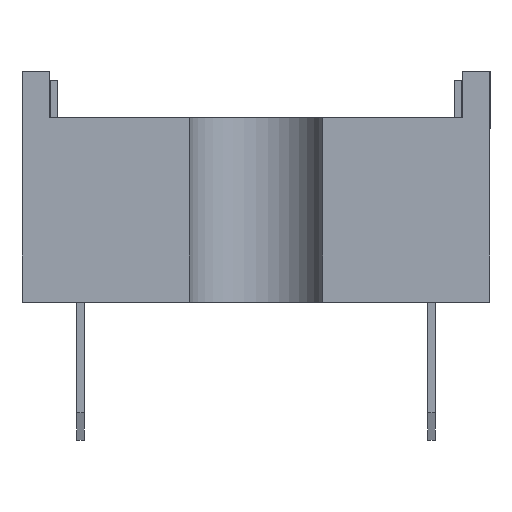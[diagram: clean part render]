
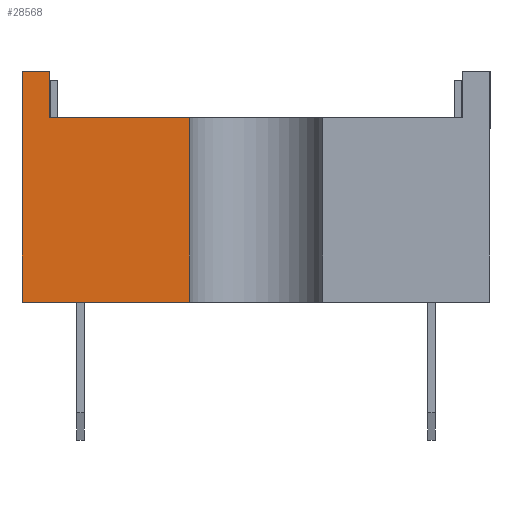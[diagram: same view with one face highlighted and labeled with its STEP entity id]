
A CAD part, left-side view. The second image highlights one B-rep face of the part: STEP entity #28568.
In plain terms, the highlighted planar face has unit normal (-1, 0, 0).
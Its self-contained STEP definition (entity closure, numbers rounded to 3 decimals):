
#2113 = DIRECTION ( 'NONE',  ( 0., -1., 0. ) ) ;
#2255 = DIRECTION ( 'NONE',  ( 0., 1., 0. ) ) ;
#2350 = EDGE_CURVE ( 'NONE', #22908, #22208, #9438, .T. ) ;
#2623 = CARTESIAN_POINT ( 'NONE',  ( 0., 5.08, 0. ) ) ;
#2866 = EDGE_CURVE ( 'NONE', #16484, #34168, #31267, .T. ) ;
#4558 = CARTESIAN_POINT ( 'NONE',  ( 0., 4.48, -1. ) ) ;
#5622 = DIRECTION ( 'NONE',  ( 0., -1., 0. ) ) ;
#6290 = VECTOR ( 'NONE', #2255, 1000. ) ;
#8402 = VECTOR ( 'NONE', #34306, 1000. ) ;
#9006 = EDGE_CURVE ( 'NONE', #16484, #22908, #32848, .T. ) ;
#9438 = LINE ( 'NONE', #25245, #29128 ) ;
#12486 = CARTESIAN_POINT ( 'NONE',  ( 0., 1.45, -1. ) ) ;
#14980 = ORIENTED_EDGE ( 'NONE', *, *, #2866, .F. ) ;
#15437 = DIRECTION ( 'NONE',  ( 0., 0., -1. ) ) ;
#15731 = AXIS2_PLACEMENT_3D ( 'NONE', #23988, #35732, #5622 ) ;
#16240 = LINE ( 'NONE', #31294, #17209 ) ;
#16484 = VERTEX_POINT ( 'NONE', #2623 ) ;
#17106 = CARTESIAN_POINT ( 'NONE',  ( 0., 5.08, -1. ) ) ;
#17158 = VECTOR ( 'NONE', #15437, 1000. ) ;
#17209 = VECTOR ( 'NONE', #22500, 1000. ) ;
#18449 = CARTESIAN_POINT ( 'NONE',  ( 0., 5.08, -5. ) ) ;
#19083 = VERTEX_POINT ( 'NONE', #12486 ) ;
#20036 = CARTESIAN_POINT ( 'NONE',  ( 0., 4.48, 0. ) ) ;
#20496 = FACE_OUTER_BOUND ( 'NONE', #28661, .T. ) ;
#21918 = CARTESIAN_POINT ( 'NONE',  ( 0., 1.45, -5. ) ) ;
#22208 = VERTEX_POINT ( 'NONE', #21918 ) ;
#22500 = DIRECTION ( 'NONE',  ( 0., 0., 1. ) ) ;
#22595 = LINE ( 'NONE', #17106, #6290 ) ;
#22908 = VERTEX_POINT ( 'NONE', #18449 ) ;
#23149 = LINE ( 'NONE', #34882, #8402 ) ;
#23353 = EDGE_CURVE ( 'NONE', #22208, #19083, #16240, .T. ) ;
#23988 = CARTESIAN_POINT ( 'NONE',  ( 0., 5.08, 0. ) ) ;
#25044 = ORIENTED_EDGE ( 'NONE', *, *, #2350, .T. ) ;
#25245 = CARTESIAN_POINT ( 'NONE',  ( 0., 5.08, -5. ) ) ;
#25310 = ORIENTED_EDGE ( 'NONE', *, *, #25590, .T. ) ;
#25590 = EDGE_CURVE ( 'NONE', #25592, #34168, #23149, .T. ) ;
#25592 = VERTEX_POINT ( 'NONE', #4558 ) ;
#27177 = CARTESIAN_POINT ( 'NONE',  ( 0., 5.08, 0. ) ) ;
#27768 = EDGE_CURVE ( 'NONE', #19083, #25592, #22595, .T. ) ;
#28568 = ADVANCED_FACE ( 'NONE', ( #20496 ), #32415, .T. ) ;
#28661 = EDGE_LOOP ( 'NONE', ( #25044, #34722, #29964, #25310, #14980, #31801 ) ) ;
#28904 = CARTESIAN_POINT ( 'NONE',  ( 0., 0., 0. ) ) ;
#29128 = VECTOR ( 'NONE', #33471, 1000. ) ;
#29964 = ORIENTED_EDGE ( 'NONE', *, *, #27768, .T. ) ;
#31267 = LINE ( 'NONE', #28904, #36484 ) ;
#31294 = CARTESIAN_POINT ( 'NONE',  ( 0., 1.45, -1. ) ) ;
#31801 = ORIENTED_EDGE ( 'NONE', *, *, #9006, .T. ) ;
#32415 = PLANE ( 'NONE',  #15731 ) ;
#32848 = LINE ( 'NONE', #27177, #17158 ) ;
#33471 = DIRECTION ( 'NONE',  ( 0., -1., 0. ) ) ;
#34168 = VERTEX_POINT ( 'NONE', #20036 ) ;
#34306 = DIRECTION ( 'NONE',  ( 0., 0., 1. ) ) ;
#34722 = ORIENTED_EDGE ( 'NONE', *, *, #23353, .T. ) ;
#34882 = CARTESIAN_POINT ( 'NONE',  ( 0., 4.48, 0. ) ) ;
#35732 = DIRECTION ( 'NONE',  ( -1., 0., 0. ) ) ;
#36484 = VECTOR ( 'NONE', #2113, 1000. ) ;
